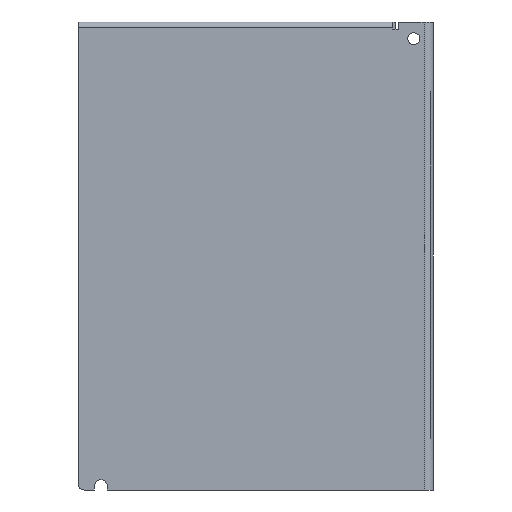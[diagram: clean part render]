
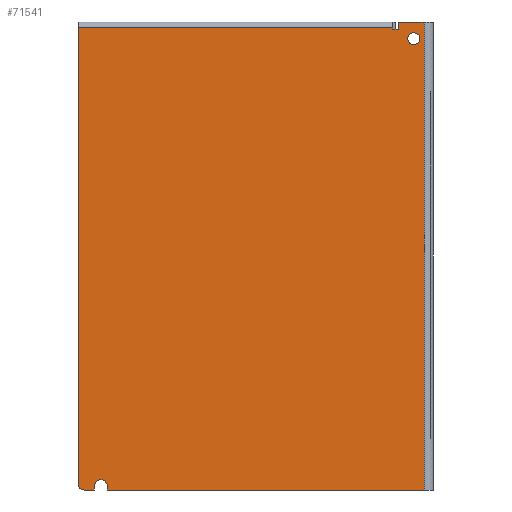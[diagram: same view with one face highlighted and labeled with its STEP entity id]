
A CAD part, front view. The second image highlights one B-rep face of the part: STEP entity #71541.
In plain terms, the highlighted planar face has unit normal (0, -1, 0).
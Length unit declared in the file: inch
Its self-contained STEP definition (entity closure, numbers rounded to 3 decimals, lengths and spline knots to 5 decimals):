
#215 = CIRCLE ( 'NONE', #43099, 0.06 ) ;
#677 = LINE ( 'NONE', #21122, #19237 ) ;
#1158 = EDGE_CURVE ( 'NONE', #39514, #62202, #84208, .T. ) ;
#1229 = CARTESIAN_POINT ( 'NONE',  ( -0.64375, 1.16194, 4.68112 ) ) ;
#1434 = ORIENTED_EDGE ( 'NONE', *, *, #6521, .T. ) ;
#3072 = LINE ( 'NONE', #49786, #71093 ) ;
#5818 = DIRECTION ( 'NONE',  ( 0., 0., -1. ) ) ;
#5961 = VECTOR ( 'NONE', #43911, 39.37008 ) ;
#6521 = EDGE_CURVE ( 'NONE', #49912, #21360, #43109, .T. ) ;
#6915 = PLANE ( 'NONE',  #69569 ) ;
#7160 = CARTESIAN_POINT ( 'NONE',  ( -0.47375, 1.16194, -0.35888 ) ) ;
#8656 = EDGE_CURVE ( 'NONE', #71483, #39514, #76792, .T. ) ;
#8720 = CARTESIAN_POINT ( 'NONE',  ( -0.64375, 1.16194, 4.60112 ) ) ;
#9120 = CARTESIAN_POINT ( 'NONE',  ( -0.64375, 1.16194, -0.35888 ) ) ;
#9895 = CIRCLE ( 'NONE', #71949, 0.07 ) ;
#11448 = ORIENTED_EDGE ( 'NONE', *, *, #13649, .T. ) ;
#11647 = ORIENTED_EDGE ( 'NONE', *, *, #1158, .T. ) ;
#12143 = VERTEX_POINT ( 'NONE', #70207 ) ;
#12169 = DIRECTION ( 'NONE',  ( 0., 0., 1. ) ) ;
#12781 = ORIENTED_EDGE ( 'NONE', *, *, #82499, .T. ) ;
#13041 = CARTESIAN_POINT ( 'NONE',  ( 2.79821, 1.16194, 4.60112 ) ) ;
#13131 = VECTOR ( 'NONE', #41914, 39.37008 ) ;
#13622 = CARTESIAN_POINT ( 'NONE',  ( 2.73925, 1.16194, 4.60112 ) ) ;
#13649 = EDGE_CURVE ( 'NONE', #32057, #71325, #24486, .T. ) ;
#17830 = DIRECTION ( 'NONE',  ( 0., 0., 1. ) ) ;
#18416 = ORIENTED_EDGE ( 'NONE', *, *, #68076, .T. ) ;
#18760 = FACE_BOUND ( 'NONE', #44878, .T. ) ;
#18917 = VECTOR ( 'NONE', #55914, 39.37008 ) ;
#19237 = VECTOR ( 'NONE', #20818, 39.37008 ) ;
#19534 = DIRECTION ( 'NONE',  ( 1., 0., 0. ) ) ;
#20723 = VECTOR ( 'NONE', #60586, 39.37008 ) ;
#20818 = DIRECTION ( 'NONE',  ( -1., 0., 0. ) ) ;
#20907 = ORIENTED_EDGE ( 'NONE', *, *, #77298, .T. ) ;
#21122 = CARTESIAN_POINT ( 'NONE',  ( -0.64375, 1.16194, 4.62112 ) ) ;
#21360 = VERTEX_POINT ( 'NONE', #38688 ) ;
#22359 = DIRECTION ( 'NONE',  ( -1., 0., 0. ) ) ;
#22471 = LINE ( 'NONE', #78381, #72843 ) ;
#22801 = LINE ( 'NONE', #1229, #20723 ) ;
#24486 = LINE ( 'NONE', #67838, #13131 ) ;
#25748 = CARTESIAN_POINT ( 'NONE',  ( -0.40375, 1.16194, -0.31888 ) ) ;
#28583 = DIRECTION ( 'NONE',  ( 0., 0., 1. ) ) ;
#30103 = LINE ( 'NONE', #9120, #49715 ) ;
#30130 = ORIENTED_EDGE ( 'NONE', *, *, #33285, .T. ) ;
#31053 = FACE_OUTER_BOUND ( 'NONE', #49107, .T. ) ;
#31371 = CARTESIAN_POINT ( 'NONE',  ( -0.33375, 1.16194, -0.35888 ) ) ;
#31828 = CARTESIAN_POINT ( 'NONE',  ( 3.07625, 1.16194, -0.35888 ) ) ;
#32005 = CARTESIAN_POINT ( 'NONE',  ( -0.64375, 1.16194, -0.35888 ) ) ;
#32057 = VERTEX_POINT ( 'NONE', #31371 ) ;
#33285 = EDGE_CURVE ( 'NONE', #62588, #69767, #3072, .T. ) ;
#33433 = VECTOR ( 'NONE', #58652, 39.37008 ) ;
#37691 = CARTESIAN_POINT ( 'NONE',  ( -0.58375, 1.16194, -0.29888 ) ) ;
#38274 = VERTEX_POINT ( 'NONE', #77703 ) ;
#38688 = CARTESIAN_POINT ( 'NONE',  ( -0.47375, 1.16194, -0.31888 ) ) ;
#38774 = VECTOR ( 'NONE', #28583, 39.37008 ) ;
#39230 = EDGE_CURVE ( 'NONE', #85447, #49912, #30103, .T. ) ;
#39514 = VERTEX_POINT ( 'NONE', #54020 ) ;
#41914 = DIRECTION ( 'NONE',  ( 1., 0., 0. ) ) ;
#42054 = ORIENTED_EDGE ( 'NONE', *, *, #39230, .T. ) ;
#42577 = AXIS2_PLACEMENT_3D ( 'NONE', #70761, #69618, #17830 ) ;
#43099 = AXIS2_PLACEMENT_3D ( 'NONE', #37691, #44916, #71123 ) ;
#43109 = LINE ( 'NONE', #50517, #5961 ) ;
#43586 = CARTESIAN_POINT ( 'NONE',  ( 3.07625, 1.16194, -0.35888 ) ) ;
#43911 = DIRECTION ( 'NONE',  ( 0., 0., 1. ) ) ;
#44065 = EDGE_CURVE ( 'NONE', #69767, #85447, #215, .T. ) ;
#44540 = EDGE_CURVE ( 'NONE', #38274, #38274, #50431, .T. ) ;
#44878 = EDGE_LOOP ( 'NONE', ( #72377 ) ) ;
#44916 = DIRECTION ( 'NONE',  ( 0., -1., 0. ) ) ;
#45273 = DIRECTION ( 'NONE',  ( 0., 0., -1. ) ) ;
#46075 = CARTESIAN_POINT ( 'NONE',  ( -0.33375, 1.16194, -0.31888 ) ) ;
#46637 = CARTESIAN_POINT ( 'NONE',  ( -0.64375, 1.16194, 4.62112 ) ) ;
#49107 = EDGE_LOOP ( 'NONE', ( #51689, #12781, #11448, #66083, #20907, #65616, #63005, #11647, #18416, #30130, #82885, #42054, #1434 ) ) ;
#49715 = VECTOR ( 'NONE', #19534, 39.37008 ) ;
#49786 = CARTESIAN_POINT ( 'NONE',  ( -0.64375, 1.16194, -0.35888 ) ) ;
#49912 = VERTEX_POINT ( 'NONE', #7160 ) ;
#50431 = CIRCLE ( 'NONE', #42577, 0.065 ) ;
#50517 = CARTESIAN_POINT ( 'NONE',  ( -0.47375, 1.16194, -0.35888 ) ) ;
#50978 = LINE ( 'NONE', #31828, #33433 ) ;
#51689 = ORIENTED_EDGE ( 'NONE', *, *, #67991, .T. ) ;
#53882 = LINE ( 'NONE', #69433, #18917 ) ;
#54020 = CARTESIAN_POINT ( 'NONE',  ( 2.73925, 1.16194, 4.60112 ) ) ;
#55185 = VECTOR ( 'NONE', #22359, 39.37008 ) ;
#55634 = CARTESIAN_POINT ( 'NONE',  ( 2.73925, 1.16194, 4.62112 ) ) ;
#55829 = EDGE_CURVE ( 'NONE', #12143, #71483, #53882, .T. ) ;
#55914 = DIRECTION ( 'NONE',  ( 0., 0., -1. ) ) ;
#58652 = DIRECTION ( 'NONE',  ( 0., 0., 1. ) ) ;
#59214 = CARTESIAN_POINT ( 'NONE',  ( 3.07625, 1.16194, 4.68112 ) ) ;
#60586 = DIRECTION ( 'NONE',  ( -1., 0., 0. ) ) ;
#62202 = VERTEX_POINT ( 'NONE', #55634 ) ;
#62237 = CARTESIAN_POINT ( 'NONE',  ( -0.58375, 1.16194, -0.35888 ) ) ;
#62588 = VERTEX_POINT ( 'NONE', #46637 ) ;
#63005 = ORIENTED_EDGE ( 'NONE', *, *, #8656, .T. ) ;
#63354 = DIRECTION ( 'NONE',  ( 0., 0., -1. ) ) ;
#64599 = DIRECTION ( 'NONE',  ( 0., 1., 0. ) ) ;
#64829 = VERTEX_POINT ( 'NONE', #46075 ) ;
#65616 = ORIENTED_EDGE ( 'NONE', *, *, #55829, .T. ) ;
#66083 = ORIENTED_EDGE ( 'NONE', *, *, #83605, .T. ) ;
#67838 = CARTESIAN_POINT ( 'NONE',  ( -0.64375, 1.16194, -0.35888 ) ) ;
#67991 = EDGE_CURVE ( 'NONE', #21360, #64829, #9895, .T. ) ;
#68076 = EDGE_CURVE ( 'NONE', #62202, #62588, #677, .T. ) ;
#69433 = CARTESIAN_POINT ( 'NONE',  ( 2.79821, 1.16194, -0.35888 ) ) ;
#69569 = AXIS2_PLACEMENT_3D ( 'NONE', #32005, #84738, #45273 ) ;
#69618 = DIRECTION ( 'NONE',  ( 0., 1., 0. ) ) ;
#69767 = VERTEX_POINT ( 'NONE', #80939 ) ;
#70207 = CARTESIAN_POINT ( 'NONE',  ( 2.79821, 1.16194, 4.68112 ) ) ;
#70761 = CARTESIAN_POINT ( 'NONE',  ( 2.96625, 1.16194, 4.50112 ) ) ;
#71093 = VECTOR ( 'NONE', #63354, 39.37008 ) ;
#71123 = DIRECTION ( 'NONE',  ( 0., 0., 1. ) ) ;
#71325 = VERTEX_POINT ( 'NONE', #43586 ) ;
#71483 = VERTEX_POINT ( 'NONE', #13041 ) ;
#71541 = ADVANCED_FACE ( 'NONE', ( #18760, #31053 ), #6915, .T. ) ;
#71949 = AXIS2_PLACEMENT_3D ( 'NONE', #25748, #64599, #12169 ) ;
#72377 = ORIENTED_EDGE ( 'NONE', *, *, #44540, .T. ) ;
#72843 = VECTOR ( 'NONE', #5818, 39.37008 ) ;
#74278 = VERTEX_POINT ( 'NONE', #59214 ) ;
#76792 = LINE ( 'NONE', #8720, #55185 ) ;
#77298 = EDGE_CURVE ( 'NONE', #74278, #12143, #22801, .T. ) ;
#77703 = CARTESIAN_POINT ( 'NONE',  ( 2.96625, 1.16194, 4.56612 ) ) ;
#78381 = CARTESIAN_POINT ( 'NONE',  ( -0.33375, 1.16194, -0.35888 ) ) ;
#80939 = CARTESIAN_POINT ( 'NONE',  ( -0.64375, 1.16194, -0.29888 ) ) ;
#82499 = EDGE_CURVE ( 'NONE', #64829, #32057, #22471, .T. ) ;
#82885 = ORIENTED_EDGE ( 'NONE', *, *, #44065, .T. ) ;
#83605 = EDGE_CURVE ( 'NONE', #71325, #74278, #50978, .T. ) ;
#84208 = LINE ( 'NONE', #13622, #38774 ) ;
#84738 = DIRECTION ( 'NONE',  ( 0., -1., 0. ) ) ;
#85447 = VERTEX_POINT ( 'NONE', #62237 ) ;
